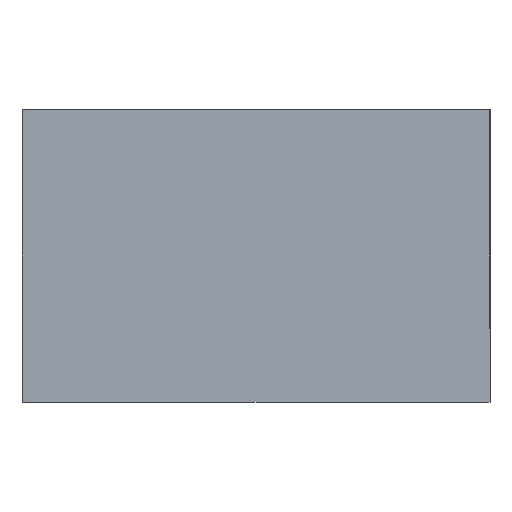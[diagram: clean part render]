
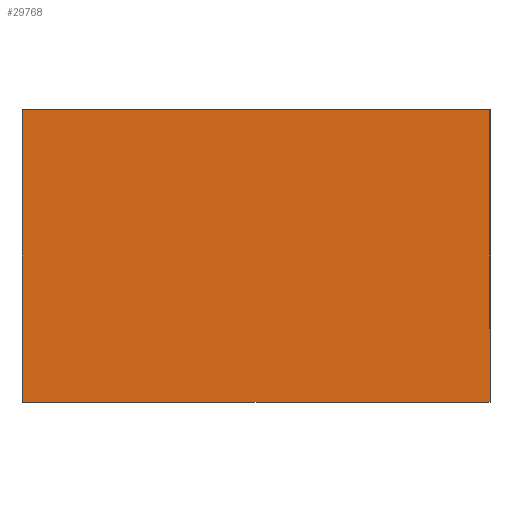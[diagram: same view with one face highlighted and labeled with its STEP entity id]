
A CAD part, front view. The second image highlights one B-rep face of the part: STEP entity #29768.
In plain terms, the highlighted planar face has unit normal (0, -1, 0).
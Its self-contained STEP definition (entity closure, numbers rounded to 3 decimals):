
#568 = LINE ( 'NONE', #11506, #25499 ) ;
#2053 = VERTEX_POINT ( 'NONE', #14288 ) ;
#4679 = DIRECTION ( 'NONE',  ( -1., 0., 0. ) ) ;
#6266 = CARTESIAN_POINT ( 'NONE',  ( -104., -20., -65. ) ) ;
#7161 = EDGE_CURVE ( 'NONE', #21156, #2053, #568, .T. ) ;
#8130 = FACE_OUTER_BOUND ( 'NONE', #30109, .T. ) ;
#8384 = VERTEX_POINT ( 'NONE', #11602 ) ;
#8478 = DIRECTION ( 'NONE',  ( 0., 0., -1. ) ) ;
#9954 = LINE ( 'NONE', #14983, #25153 ) ;
#10455 = EDGE_CURVE ( 'NONE', #2053, #30128, #14909, .T. ) ;
#10847 = ORIENTED_EDGE ( 'NONE', *, *, #7161, .T. ) ;
#11474 = ORIENTED_EDGE ( 'NONE', *, *, #29233, .T. ) ;
#11506 = CARTESIAN_POINT ( 'NONE',  ( 104., -20., 65. ) ) ;
#11602 = CARTESIAN_POINT ( 'NONE',  ( -104., -20., -65. ) ) ;
#12804 = CARTESIAN_POINT ( 'NONE',  ( 104., -20., -65. ) ) ;
#14288 = CARTESIAN_POINT ( 'NONE',  ( 104., -20., 65. ) ) ;
#14909 = LINE ( 'NONE', #23528, #16869 ) ;
#14983 = CARTESIAN_POINT ( 'NONE',  ( -104., -20., 65. ) ) ;
#16045 = CARTESIAN_POINT ( 'NONE',  ( 0., -20., 0. ) ) ;
#16378 = DIRECTION ( 'NONE',  ( 0., 0., 1. ) ) ;
#16850 = DIRECTION ( 'NONE',  ( 1., 0., 0. ) ) ;
#16869 = VECTOR ( 'NONE', #4679, 1000. ) ;
#19543 = ORIENTED_EDGE ( 'NONE', *, *, #10455, .T. ) ;
#21156 = VERTEX_POINT ( 'NONE', #12804 ) ;
#21688 = CARTESIAN_POINT ( 'NONE',  ( -104., -20., 65. ) ) ;
#22771 = LINE ( 'NONE', #6266, #28373 ) ;
#23528 = CARTESIAN_POINT ( 'NONE',  ( -104., -20., 65. ) ) ;
#24459 = PLANE ( 'NONE',  #33488 ) ;
#24586 = ORIENTED_EDGE ( 'NONE', *, *, #31771, .T. ) ;
#25153 = VECTOR ( 'NONE', #31491, 1000. ) ;
#25499 = VECTOR ( 'NONE', #16378, 1000. ) ;
#27502 = DIRECTION ( 'NONE',  ( 0., -1., 0. ) ) ;
#28373 = VECTOR ( 'NONE', #16850, 1000. ) ;
#29233 = EDGE_CURVE ( 'NONE', #8384, #21156, #22771, .T. ) ;
#29768 = ADVANCED_FACE ( 'NONE', ( #8130 ), #24459, .T. ) ;
#30109 = EDGE_LOOP ( 'NONE', ( #24586, #11474, #10847, #19543 ) ) ;
#30128 = VERTEX_POINT ( 'NONE', #21688 ) ;
#31491 = DIRECTION ( 'NONE',  ( 0., 0., -1. ) ) ;
#31771 = EDGE_CURVE ( 'NONE', #30128, #8384, #9954, .T. ) ;
#33488 = AXIS2_PLACEMENT_3D ( 'NONE', #16045, #27502, #8478 ) ;
